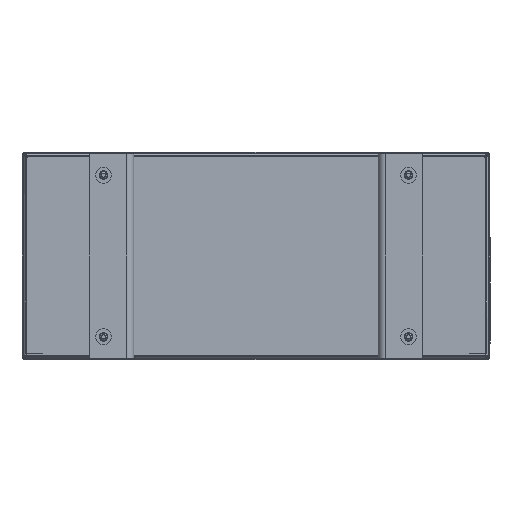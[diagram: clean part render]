
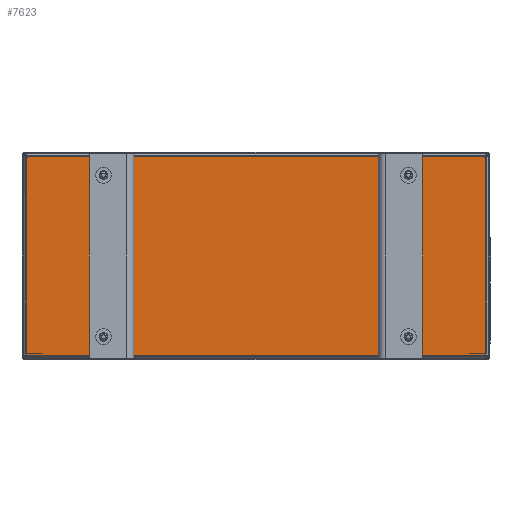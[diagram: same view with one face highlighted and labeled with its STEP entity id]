
A CAD part, front view. The second image highlights one B-rep face of the part: STEP entity #7623.
In plain terms, the highlighted planar face has unit normal (0, -1, 0).
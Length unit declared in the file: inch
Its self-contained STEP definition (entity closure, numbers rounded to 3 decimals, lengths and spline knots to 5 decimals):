
#111 = AXIS2_PLACEMENT_3D ( 'NONE', #2015, #14936, #3893 ) ;
#336 = CARTESIAN_POINT ( 'NONE',  ( 9.932, -7.4303, -4.3649 ) ) ;
#1072 = EDGE_LOOP ( 'NONE', ( #5706, #21596 ) ) ;
#1134 = LINE ( 'NONE', #336, #15267 ) ;
#1213 = AXIS2_PLACEMENT_3D ( 'NONE', #5110, #17958, #6945 ) ;
#1253 = VERTEX_POINT ( 'NONE', #14938 ) ;
#1368 = DIRECTION ( 'NONE',  ( 0., 0., -1. ) ) ;
#1463 = VERTEX_POINT ( 'NONE', #8919 ) ;
#1626 = EDGE_CURVE ( 'NONE', #1253, #2118, #1134, .T. ) ;
#1671 = ORIENTED_EDGE ( 'NONE', *, *, #10982, .T. ) ;
#2015 = CARTESIAN_POINT ( 'NONE',  ( 6.61, -7.4303, -7.8649 ) ) ;
#2070 = VERTEX_POINT ( 'NONE', #19012 ) ;
#2118 = VERTEX_POINT ( 'NONE', #15455 ) ;
#2229 = AXIS2_PLACEMENT_3D ( 'NONE', #11014, #23952, #12874 ) ;
#2347 = EDGE_LOOP ( 'NONE', ( #21158, #11103 ) ) ;
#2715 = VERTEX_POINT ( 'NONE', #10440 ) ;
#2937 = DIRECTION ( 'NONE',  ( 0., -1., 0. ) ) ;
#3322 = CARTESIAN_POINT ( 'NONE',  ( -6.61, -7.4303, -7.70865 ) ) ;
#3326 = CIRCLE ( 'NONE', #15294, 0.15625 ) ;
#3348 = VECTOR ( 'NONE', #19793, 39.37008 ) ;
#3412 = AXIS2_PLACEMENT_3D ( 'NONE', #4181, #17064, #6042 ) ;
#3513 = DIRECTION ( 'NONE',  ( 0., 1., 0. ) ) ;
#3605 = CARTESIAN_POINT ( 'NONE',  ( -6.61, -7.4303, -0.70865 ) ) ;
#3755 = FACE_BOUND ( 'NONE', #15944, .T. ) ;
#3893 = DIRECTION ( 'NONE',  ( 0., 0., -1. ) ) ;
#3928 = LINE ( 'NONE', #5049, #3348 ) ;
#4124 = VERTEX_POINT ( 'NONE', #3322 ) ;
#4181 = CARTESIAN_POINT ( 'NONE',  ( 6.61, -7.4303, -7.8649 ) ) ;
#4240 = VERTEX_POINT ( 'NONE', #20225 ) ;
#4597 = CIRCLE ( 'NONE', #18576, 0.15625 ) ;
#4782 = CARTESIAN_POINT ( 'NONE',  ( -6.61, -7.4303, -7.8649 ) ) ;
#4911 = AXIS2_PLACEMENT_3D ( 'NONE', #8466, #21373, #10332 ) ;
#5049 = CARTESIAN_POINT ( 'NONE',  ( 0., -7.4303, -8.6619 ) ) ;
#5110 = CARTESIAN_POINT ( 'NONE',  ( 6.61, -7.4303, -0.8649 ) ) ;
#5276 = CIRCLE ( 'NONE', #2229, 0.15625 ) ;
#5706 = ORIENTED_EDGE ( 'NONE', *, *, #16831, .T. ) ;
#5819 = VERTEX_POINT ( 'NONE', #6177 ) ;
#6042 = DIRECTION ( 'NONE',  ( 0., 0., -1. ) ) ;
#6177 = CARTESIAN_POINT ( 'NONE',  ( 6.61, -7.4303, -1.02115 ) ) ;
#6204 = EDGE_CURVE ( 'NONE', #2118, #2715, #19507, .T. ) ;
#6619 = DIRECTION ( 'NONE',  ( 0., 0., -1. ) ) ;
#6713 = CIRCLE ( 'NONE', #111, 0.15625 ) ;
#6730 = VERTEX_POINT ( 'NONE', #7750 ) ;
#6945 = DIRECTION ( 'NONE',  ( 0., 0., -1. ) ) ;
#7022 = EDGE_LOOP ( 'NONE', ( #12673, #1671, #7062, #11130 ) ) ;
#7062 = ORIENTED_EDGE ( 'NONE', *, *, #18288, .T. ) ;
#7220 = EDGE_CURVE ( 'NONE', #6730, #4124, #5276, .T. ) ;
#7222 = VERTEX_POINT ( 'NONE', #3605 ) ;
#7620 = ORIENTED_EDGE ( 'NONE', *, *, #18860, .T. ) ;
#7623 = ADVANCED_FACE ( 'NONE', ( #11573, #8684, #23410, #18445, #3755 ), #17600, .T. ) ;
#7722 = DIRECTION ( 'NONE',  ( 0., 1., 0. ) ) ;
#7750 = CARTESIAN_POINT ( 'NONE',  ( -6.61, -7.4303, -8.02115 ) ) ;
#7786 = LINE ( 'NONE', #12427, #17560 ) ;
#8012 = ORIENTED_EDGE ( 'NONE', *, *, #8366, .T. ) ;
#8207 = AXIS2_PLACEMENT_3D ( 'NONE', #14580, #3513, #16408 ) ;
#8366 = EDGE_CURVE ( 'NONE', #4124, #6730, #4597, .T. ) ;
#8416 = EDGE_LOOP ( 'NONE', ( #7620, #14007 ) ) ;
#8466 = CARTESIAN_POINT ( 'NONE',  ( 6.61, -7.4303, -0.8649 ) ) ;
#8684 = FACE_BOUND ( 'NONE', #2347, .T. ) ;
#8728 = EDGE_CURVE ( 'NONE', #1463, #5819, #11217, .T. ) ;
#8919 = CARTESIAN_POINT ( 'NONE',  ( 6.61, -7.4303, -0.70865 ) ) ;
#9457 = EDGE_CURVE ( 'NONE', #2070, #15052, #15136, .T. ) ;
#10332 = DIRECTION ( 'NONE',  ( 0., 0., -1. ) ) ;
#10440 = CARTESIAN_POINT ( 'NONE',  ( -9.932, -7.4303, -0.0679 ) ) ;
#10982 = EDGE_CURVE ( 'NONE', #2715, #4240, #7786, .T. ) ;
#11014 = CARTESIAN_POINT ( 'NONE',  ( -6.61, -7.4303, -7.8649 ) ) ;
#11103 = ORIENTED_EDGE ( 'NONE', *, *, #13519, .T. ) ;
#11130 = ORIENTED_EDGE ( 'NONE', *, *, #1626, .T. ) ;
#11217 = CIRCLE ( 'NONE', #4911, 0.15625 ) ;
#11540 = VERTEX_POINT ( 'NONE', #14667 ) ;
#11573 = FACE_OUTER_BOUND ( 'NONE', #7022, .T. ) ;
#11615 = CARTESIAN_POINT ( 'NONE',  ( 0., -7.4303, -0.0679 ) ) ;
#12427 = CARTESIAN_POINT ( 'NONE',  ( -9.932, -7.4303, -4.3649 ) ) ;
#12673 = ORIENTED_EDGE ( 'NONE', *, *, #6204, .T. ) ;
#12874 = DIRECTION ( 'NONE',  ( 0., 0., -1. ) ) ;
#13226 = DIRECTION ( 'NONE',  ( 0., 0., 1. ) ) ;
#13459 = DIRECTION ( 'NONE',  ( -1., 0., 0. ) ) ;
#13519 = EDGE_CURVE ( 'NONE', #7222, #11540, #3326, .T. ) ;
#13962 = CARTESIAN_POINT ( 'NONE',  ( 0., -7.4303, -4.3649 ) ) ;
#14007 = ORIENTED_EDGE ( 'NONE', *, *, #8728, .T. ) ;
#14580 = CARTESIAN_POINT ( 'NONE',  ( -6.61, -7.4303, -0.8649 ) ) ;
#14667 = CARTESIAN_POINT ( 'NONE',  ( -6.61, -7.4303, -1.02115 ) ) ;
#14936 = DIRECTION ( 'NONE',  ( 0., 1., 0. ) ) ;
#14938 = CARTESIAN_POINT ( 'NONE',  ( 9.932, -7.4303, -8.6619 ) ) ;
#15052 = VERTEX_POINT ( 'NONE', #20174 ) ;
#15136 = CIRCLE ( 'NONE', #3412, 0.15625 ) ;
#15267 = VECTOR ( 'NONE', #13226, 39.37008 ) ;
#15294 = AXIS2_PLACEMENT_3D ( 'NONE', #18714, #7722, #20581 ) ;
#15455 = CARTESIAN_POINT ( 'NONE',  ( 9.932, -7.4303, -0.0679 ) ) ;
#15656 = AXIS2_PLACEMENT_3D ( 'NONE', #13962, #2937, #15819 ) ;
#15819 = DIRECTION ( 'NONE',  ( 0., 0., -1. ) ) ;
#15944 = EDGE_LOOP ( 'NONE', ( #17150, #8012 ) ) ;
#16408 = DIRECTION ( 'NONE',  ( 0., 0., -1. ) ) ;
#16831 = EDGE_CURVE ( 'NONE', #15052, #2070, #6713, .T. ) ;
#17064 = DIRECTION ( 'NONE',  ( 0., 1., 0. ) ) ;
#17150 = ORIENTED_EDGE ( 'NONE', *, *, #7220, .T. ) ;
#17560 = VECTOR ( 'NONE', #1368, 39.37008 ) ;
#17600 = PLANE ( 'NONE',  #15656 ) ;
#17636 = DIRECTION ( 'NONE',  ( 0., 1., 0. ) ) ;
#17958 = DIRECTION ( 'NONE',  ( 0., 1., 0. ) ) ;
#18288 = EDGE_CURVE ( 'NONE', #4240, #1253, #3928, .T. ) ;
#18445 = FACE_BOUND ( 'NONE', #1072, .T. ) ;
#18576 = AXIS2_PLACEMENT_3D ( 'NONE', #4782, #17636, #6619 ) ;
#18714 = CARTESIAN_POINT ( 'NONE',  ( -6.61, -7.4303, -0.8649 ) ) ;
#18860 = EDGE_CURVE ( 'NONE', #5819, #1463, #20879, .T. ) ;
#19012 = CARTESIAN_POINT ( 'NONE',  ( 6.61, -7.4303, -7.70865 ) ) ;
#19507 = LINE ( 'NONE', #11615, #23268 ) ;
#19793 = DIRECTION ( 'NONE',  ( 1., 0., 0. ) ) ;
#20174 = CARTESIAN_POINT ( 'NONE',  ( 6.61, -7.4303, -8.02115 ) ) ;
#20225 = CARTESIAN_POINT ( 'NONE',  ( -9.932, -7.4303, -8.6619 ) ) ;
#20581 = DIRECTION ( 'NONE',  ( 0., 0., -1. ) ) ;
#20879 = CIRCLE ( 'NONE', #1213, 0.15625 ) ;
#21158 = ORIENTED_EDGE ( 'NONE', *, *, #21402, .T. ) ;
#21373 = DIRECTION ( 'NONE',  ( 0., 1., 0. ) ) ;
#21402 = EDGE_CURVE ( 'NONE', #11540, #7222, #22899, .T. ) ;
#21596 = ORIENTED_EDGE ( 'NONE', *, *, #9457, .T. ) ;
#22899 = CIRCLE ( 'NONE', #8207, 0.15625 ) ;
#23268 = VECTOR ( 'NONE', #13459, 39.37008 ) ;
#23410 = FACE_BOUND ( 'NONE', #8416, .T. ) ;
#23952 = DIRECTION ( 'NONE',  ( 0., 1., 0. ) ) ;
